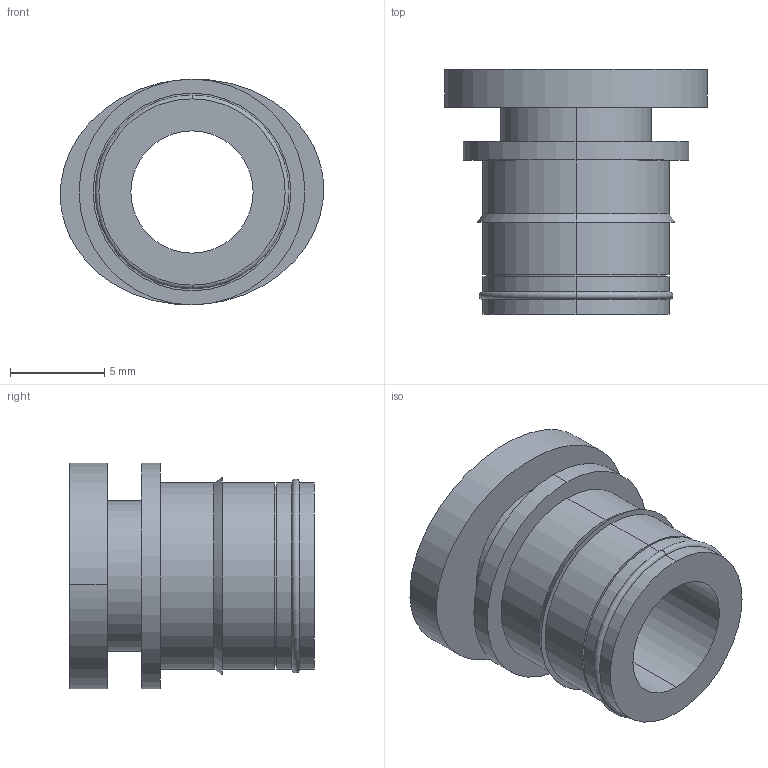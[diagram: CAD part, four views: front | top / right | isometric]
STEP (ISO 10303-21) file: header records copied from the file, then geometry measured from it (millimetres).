
FILE_DESCRIPTION (( 'STEP AP214' ), '1' );
FILE_NAME ('CASN06.STEP', '2018-09-10T08:30:15', ( '' ), ( '' ), 'SwSTEP 2.0', 'SolidWorks 2018', '' );
FILE_SCHEMA (( 'AUTOMOTIVE_DESIGN' ));
Length unit declared in the file: millimetre
Products named in the file (1): CASN06
Bounding box: 13.97 x 13.01 x 12 mm (x, y, z)
Volume: 671 mm3; surface area: 1039.7 mm2
Topology: 1 solids, 1 shells, 30 faces, 60 edges, 38 vertices
Faces by surface type: cylinder 16, plane 8, bspline 2, torus 2, cone 2
Entity records: 924 total; most frequent: CARTESIAN_POINT 155, DIRECTION 150, ORIENTED_EDGE 120, AXIS2_PLACEMENT_3D 65, EDGE_CURVE 60, VERTEX_POINT 38, EDGE_LOOP 38, CIRCLE 36
